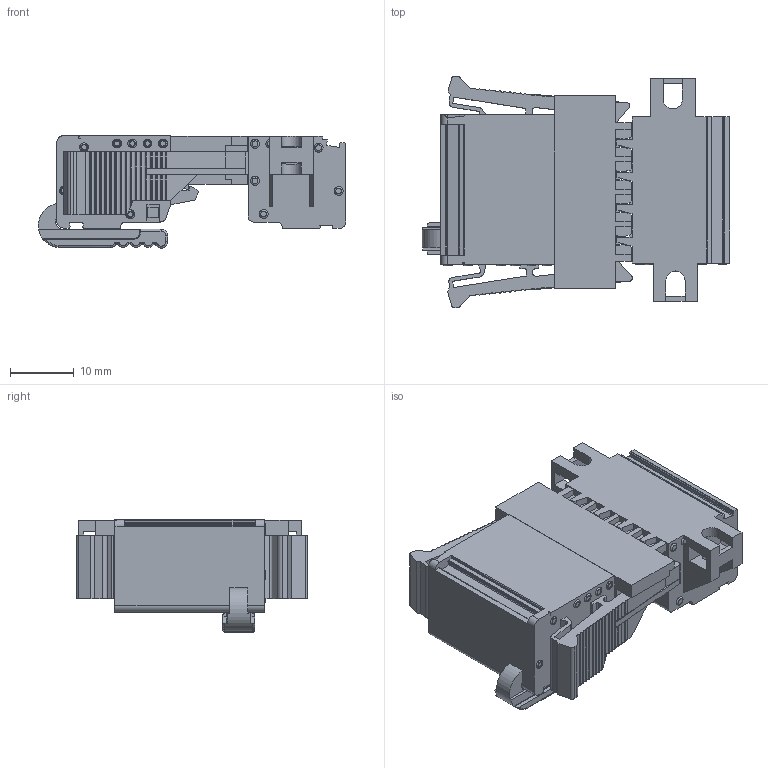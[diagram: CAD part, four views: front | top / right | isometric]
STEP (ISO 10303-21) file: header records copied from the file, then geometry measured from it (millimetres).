
FILE_DESCRIPTION(/* description */ ('Unknown'),/* implementation_level */ '2;1');
FILE_NAME(/* name */ 'DPSC5.08PMV-4W_3D_Solid',/* time_stamp */ '2026-01-08T15:59:24+05:00',/* author */ ('Unknown'),/* organization */ ('Unknown'),/* preprocessor_version */ 'ST-DEVELOPER v16.7',/* originating_system */ 'Solid Edge',/* authorisation */ 'Unknown');
FILE_SCHEMA (('AUTOMOTIVE_DESIGN {1 0 10303 214 3 1 1}'));
Products named in the file (1): DPSC5.08PMV-4W_3D_Solid
Bounding box: 48.16 x 36.26 x 17.6 mm (x, y, z)
Volume: 13211 mm3; surface area: 11049.1 mm2
Topology: 1 solids, 2 shells, 2502 faces, 7089 edges, 4656 vertices
Faces by surface type: plane 1700, cylinder 471, bspline 273, torus 34, cone 14, sphere 10
Full cylindrical faces by diameter (mm): 0.8 x7, 1.3 x1, 1.5 x4, 1.8 x4, 2.9 x4, 3.7 x4
Entity records: 105751 total; most frequent: CARTESIAN_POINT 24697, ORIENTED_EDGE 14020, DIRECTION 11876, EDGE_CURVE 7010, LINE 5174, VECTOR 5174, VERTEX_POINT 4645, AXIS2_PLACEMENT_3D 3351
